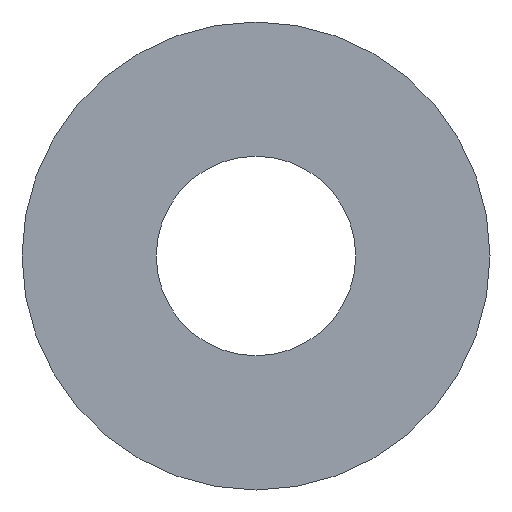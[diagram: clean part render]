
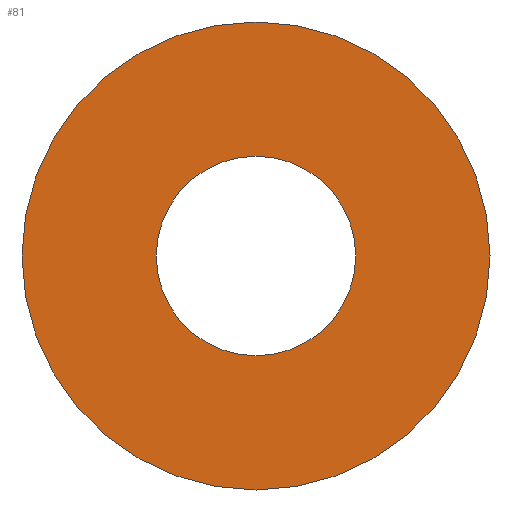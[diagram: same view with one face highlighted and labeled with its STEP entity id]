
A CAD part, left-side view. The second image highlights one B-rep face of the part: STEP entity #81.
In plain terms, the highlighted planar face has unit normal (-1, 0, 0).
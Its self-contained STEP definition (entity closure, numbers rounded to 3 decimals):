
#81 = ADVANCED_FACE( '', ( #203, #204 ), #205, .T. );
#85 = EDGE_CURVE( '', #87, #111, #210, .T. );
#87 = VERTEX_POINT( '', #212 );
#99 = VERTEX_POINT( '', #227 );
#111 = VERTEX_POINT( '', #240 );
#123 = EDGE_CURVE( '', #111, #87, #254, .T. );
#127 = EDGE_CURVE( '', #99, #163, #258, .T. );
#163 = VERTEX_POINT( '', #300 );
#171 = EDGE_CURVE( '', #163, #99, #309, .T. );
#203 = FACE_BOUND( '', #330, .T. );
#204 = FACE_OUTER_BOUND( '', #331, .T. );
#205 = PLANE( '', #332 );
#210 = CIRCLE( '', #338, 34. );
#212 = CARTESIAN_POINT( '', ( -4.5, 34., 0. ) );
#227 = CARTESIAN_POINT( '', ( -4.5, -14.5, 0. ) );
#240 = CARTESIAN_POINT( '', ( -4.5, -34., 0. ) );
#254 = CIRCLE( '', #393, 34. );
#258 = CIRCLE( '', #399, 14.5 );
#300 = CARTESIAN_POINT( '', ( -4.5, 14.5, 0. ) );
#309 = CIRCLE( '', #462, 14.5 );
#330 = EDGE_LOOP( '', ( #482, #483 ) );
#331 = EDGE_LOOP( '', ( #484, #485 ) );
#332 = AXIS2_PLACEMENT_3D( '', #486, #487, #488 );
#338 = AXIS2_PLACEMENT_3D( '', #497, #498, #499 );
#393 = AXIS2_PLACEMENT_3D( '', #560, #561, #562 );
#399 = AXIS2_PLACEMENT_3D( '', #566, #567, #568 );
#462 = AXIS2_PLACEMENT_3D( '', #627, #628, #629 );
#482 = ORIENTED_EDGE( '', *, *, #171, .F. );
#483 = ORIENTED_EDGE( '', *, *, #127, .F. );
#484 = ORIENTED_EDGE( '', *, *, #85, .T. );
#485 = ORIENTED_EDGE( '', *, *, #123, .T. );
#486 = CARTESIAN_POINT( '', ( -4.5, 24.25, 0. ) );
#487 = DIRECTION( '', ( -1., 0., 0. ) );
#488 = DIRECTION( '', ( 0., 1., 0. ) );
#497 = CARTESIAN_POINT( '', ( -4.5, 0., 0. ) );
#498 = DIRECTION( '', ( -1., 0., 0. ) );
#499 = DIRECTION( '', ( 0., 1., 0. ) );
#560 = CARTESIAN_POINT( '', ( -4.5, 0., 0. ) );
#561 = DIRECTION( '', ( -1., 0., 0. ) );
#562 = DIRECTION( '', ( 0., 1., 0. ) );
#566 = CARTESIAN_POINT( '', ( -4.5, 0., 0. ) );
#567 = DIRECTION( '', ( -1., 0., 0. ) );
#568 = DIRECTION( '', ( 0., 1., 0. ) );
#627 = CARTESIAN_POINT( '', ( -4.5, 0., 0. ) );
#628 = DIRECTION( '', ( -1., 0., 0. ) );
#629 = DIRECTION( '', ( 0., 1., 0. ) );
